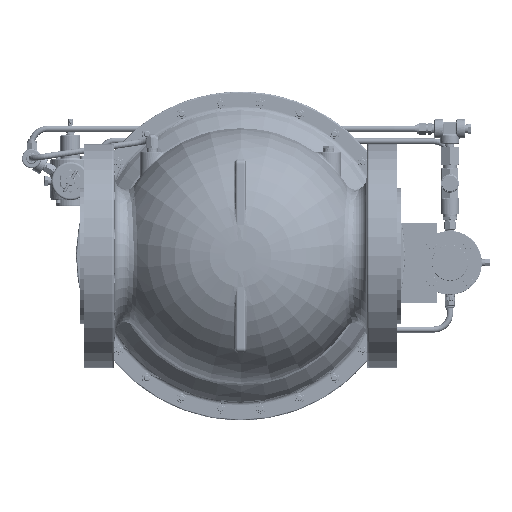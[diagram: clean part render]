
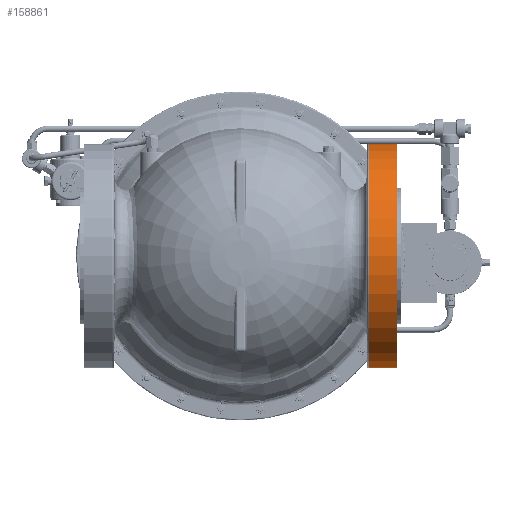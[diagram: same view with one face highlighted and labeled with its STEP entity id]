
A CAD part, front view. The second image highlights one B-rep face of the part: STEP entity #158861.
In plain terms, the highlighted cylindrical face has radius 177.8 mm (diameter 355.6 mm), a partial arc.
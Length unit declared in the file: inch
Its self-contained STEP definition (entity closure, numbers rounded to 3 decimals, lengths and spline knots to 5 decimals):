
#6945 = EDGE_CURVE ( 'NONE', #83100, #386173, #17700, .T. ) ;
#17700 = LINE ( 'NONE', #141849, #247646 ) ;
#26451 = LINE ( 'NONE', #237069, #49554 ) ;
#28369 = DIRECTION ( 'NONE',  ( -1., 0., 0. ) ) ;
#29435 = AXIS2_PLACEMENT_3D ( 'NONE', #269650, #120075, #240035 ) ;
#30667 = ORIENTED_EDGE ( 'NONE', *, *, #39797, .T. ) ;
#39797 = EDGE_CURVE ( 'NONE', #386173, #201858, #195911, .T. ) ;
#49554 = VECTOR ( 'NONE', #28369, 39.37008 ) ;
#53839 = ORIENTED_EDGE ( 'NONE', *, *, #371111, .F. ) ;
#73536 = CIRCLE ( 'NONE', #29435, 7. ) ;
#83100 = VERTEX_POINT ( 'NONE', #250771 ) ;
#105194 = EDGE_LOOP ( 'NONE', ( #325858, #136334, #30667, #53839 ) ) ;
#120075 = DIRECTION ( 'NONE',  ( -1., 0., 0. ) ) ;
#122241 = DIRECTION ( 'NONE',  ( 0., 0., -1. ) ) ;
#136334 = ORIENTED_EDGE ( 'NONE', *, *, #6945, .T. ) ;
#141849 = CARTESIAN_POINT ( 'NONE',  ( -1.3957, -11.278, 7. ) ) ;
#148771 = CARTESIAN_POINT ( 'NONE',  ( 8.01274, -11.278, 7. ) ) ;
#155625 = AXIS2_PLACEMENT_3D ( 'NONE', #222921, #315464, #160052 ) ;
#158861 = ADVANCED_FACE ( 'NONE', ( #224856 ), #252526, .T. ) ;
#160052 = DIRECTION ( 'NONE',  ( 0., 0., -1. ) ) ;
#160090 = VERTEX_POINT ( 'NONE', #375901 ) ;
#167445 = DIRECTION ( 'NONE',  ( -1., 0., 0. ) ) ;
#195911 = CIRCLE ( 'NONE', #239785, 7. ) ;
#201858 = VERTEX_POINT ( 'NONE', #241177 ) ;
#210693 = DIRECTION ( 'NONE',  ( 1., 0., 0. ) ) ;
#222921 = CARTESIAN_POINT ( 'NONE',  ( -1.3957, -11.278, 0. ) ) ;
#224856 = FACE_OUTER_BOUND ( 'NONE', #105194, .T. ) ;
#237069 = CARTESIAN_POINT ( 'NONE',  ( -1.3957, -11.278, -7. ) ) ;
#239785 = AXIS2_PLACEMENT_3D ( 'NONE', #246099, #210693, #122241 ) ;
#240035 = DIRECTION ( 'NONE',  ( 0., 0., -1. ) ) ;
#241177 = CARTESIAN_POINT ( 'NONE',  ( 8.01274, -11.278, -7. ) ) ;
#246099 = CARTESIAN_POINT ( 'NONE',  ( 8.01274, -11.278, 0. ) ) ;
#246434 = EDGE_CURVE ( 'NONE', #160090, #83100, #73536, .T. ) ;
#247646 = VECTOR ( 'NONE', #167445, 39.37008 ) ;
#250771 = CARTESIAN_POINT ( 'NONE',  ( 9.78125, -11.278, 7. ) ) ;
#252526 = CYLINDRICAL_SURFACE ( 'NONE', #155625, 7. ) ;
#269650 = CARTESIAN_POINT ( 'NONE',  ( 9.78125, -11.278, 0. ) ) ;
#315464 = DIRECTION ( 'NONE',  ( -1., 0., 0. ) ) ;
#325858 = ORIENTED_EDGE ( 'NONE', *, *, #246434, .T. ) ;
#371111 = EDGE_CURVE ( 'NONE', #160090, #201858, #26451, .T. ) ;
#375901 = CARTESIAN_POINT ( 'NONE',  ( 9.78125, -11.278, -7. ) ) ;
#386173 = VERTEX_POINT ( 'NONE', #148771 ) ;
